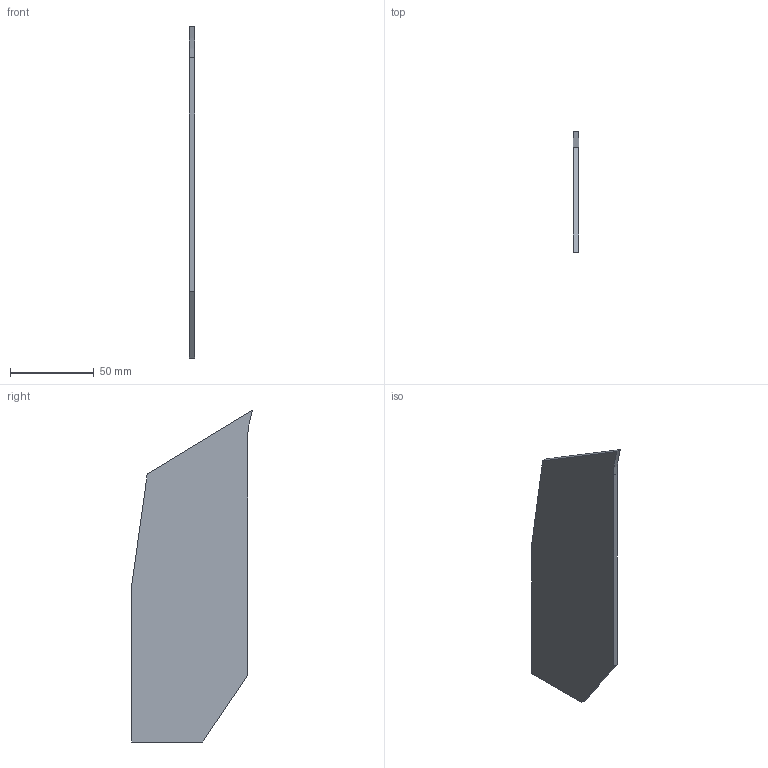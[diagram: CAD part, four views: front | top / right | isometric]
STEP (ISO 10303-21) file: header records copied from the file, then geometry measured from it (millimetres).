
FILE_DESCRIPTION((''),'2;1');
FILE_NAME('WEBBING_DORSAL','2023-04-27T13:21:33',('apm49'),(''),'CREO PARAMETRIC BY PTC INC, 2022164','CREO PARAMETRIC BY PTC INC, 2022164','');
FILE_SCHEMA(('CONFIG_CONTROL_DESIGN'));
Length unit declared in the file: millimetre
Products named in the file (1): WEBBING_DORSAL
Bounding box: 3 x 72.06 x 198.32 mm (x, y, z)
Volume: 34063.6 mm3; surface area: 24159.6 mm2
Topology: 1 solids, 1 shells, 9 faces, 21 edges, 14 vertices
Faces by surface type: plane 8, extrusion 1
Entity records: 314 total; most frequent: CARTESIAN_POINT 69, ORIENTED_EDGE 42, DIRECTION 36, EDGE_CURVE 21, VECTOR 20, LINE 19, VERTEX_POINT 14, EDGE_LOOP 9
